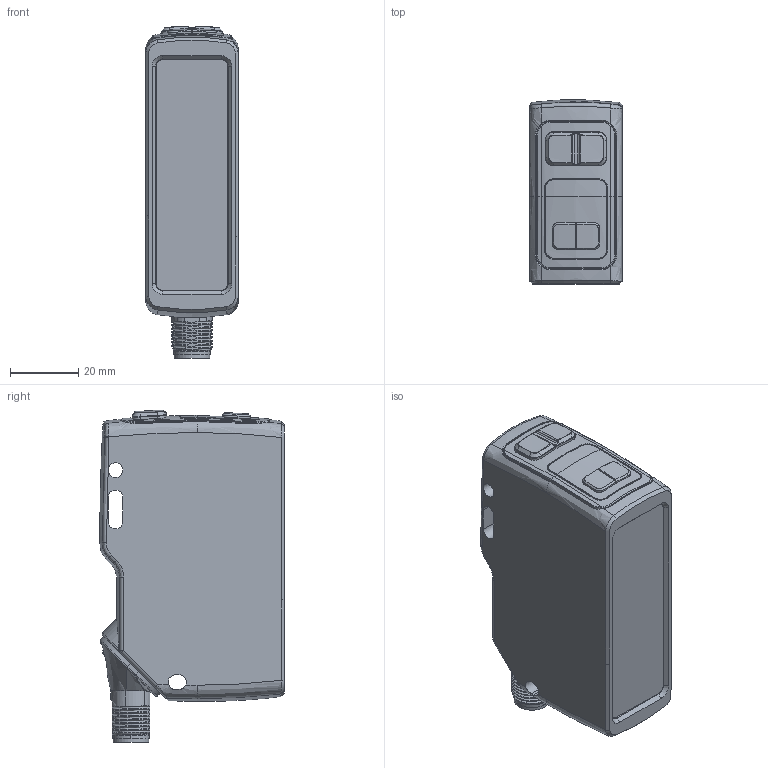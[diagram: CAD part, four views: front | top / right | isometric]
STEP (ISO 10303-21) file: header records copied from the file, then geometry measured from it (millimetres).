
FILE_DESCRIPTION(/* description */ (''),/* implementation_level */ '2;1');
FILE_NAME(/* name */ '插件型带按键.stp',/* time_stamp */ '2025-11-06T11:01:38+08:00',/* author */ (''),/* organization */ (''),/* preprocessor_version */ 'ST-DEVELOPER v16',/* originating_system */ 'SIEMENS PLM Software NX 10.0',/* authorisation */ '');
FILE_SCHEMA (('AUTOMOTIVE_DESIGN { 1 0 10303 214 3 1 1 1 }'));
Products named in the file (1): _model9
Bounding box: 27 x 53.98 x 97.11 mm (x, y, z)
Volume: 108904.1 mm3; surface area: 27146.8 mm2
Topology: 13 solids, 18 shells, 673 faces, 1683 edges, 1050 vertices
Faces by surface type: bspline 307, plane 198, cylinder 121, cone 31, torus 10, revolution 5, sphere 1
Full cylindrical faces by diameter (mm): 1 x4, 4.3 x1, 8.3 x1, 9.5 x3, 10.5 x1
Entity records: 74207 total; most frequent: CARTESIAN_POINT 58811, ORIENTED_EDGE 3300, DIRECTION 1689, EDGE_CURVE 1650, VERTEX_POINT 1042, B_SPLINE_CURVE_WITH_KNOTS 839, EDGE_LOOP 708, ADVANCED_FACE 671
